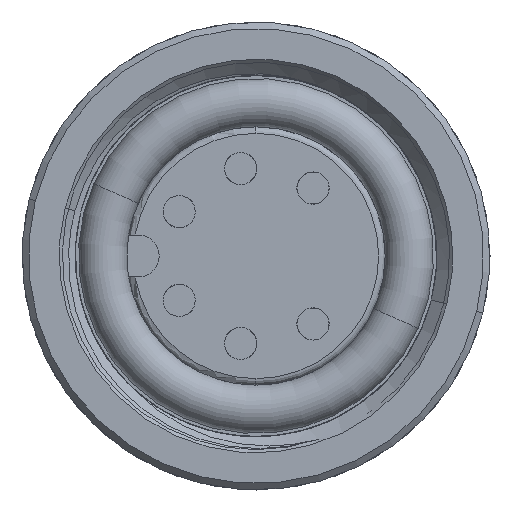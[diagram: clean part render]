
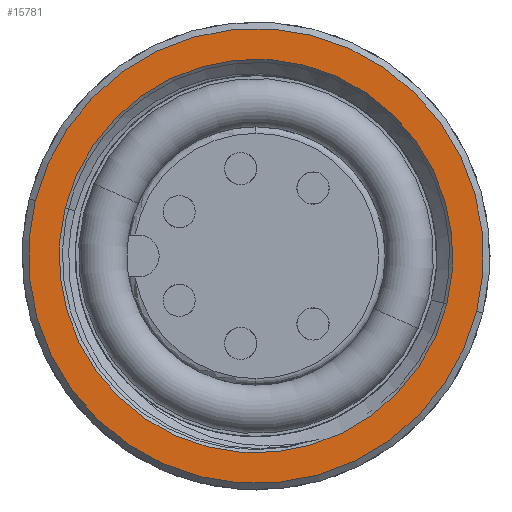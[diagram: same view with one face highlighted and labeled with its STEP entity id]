
A CAD part, left-side view. The second image highlights one B-rep face of the part: STEP entity #15781.
In plain terms, the highlighted face is planar.
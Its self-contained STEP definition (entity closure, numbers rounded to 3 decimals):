
#2938 = DIRECTION ( 'NONE',  ( 0., 0., 1. ) ) ;
#5832 = CIRCLE ( 'NONE', #30281, 7.05 ) ;
#9988 = DIRECTION ( 'NONE',  ( 0., 0., 1. ) ) ;
#11318 = ORIENTED_EDGE ( 'NONE', *, *, #51726, .T. ) ;
#11320 = CARTESIAN_POINT ( 'NONE',  ( 11., 0., 0. ) ) ;
#13326 = DIRECTION ( 'NONE',  ( 0., 0., 1. ) ) ;
#14815 = CARTESIAN_POINT ( 'NONE',  ( 11., 0., 7.05 ) ) ;
#15534 = CIRCLE ( 'NONE', #27459, 7.05 ) ;
#15781 = ADVANCED_FACE ( 'NONE', ( #49974, #46716 ), #65641, .F. ) ;
#17944 = CIRCLE ( 'NONE', #61956, 6.1 ) ;
#19828 = VERTEX_POINT ( 'NONE', #65920 ) ;
#21942 = CARTESIAN_POINT ( 'NONE',  ( 11., 0., -7.05 ) ) ;
#24946 = EDGE_CURVE ( 'NONE', #26540, #57729, #15534, .T. ) ;
#26128 = ORIENTED_EDGE ( 'NONE', *, *, #24946, .T. ) ;
#26540 = VERTEX_POINT ( 'NONE', #14815 ) ;
#26585 = VERTEX_POINT ( 'NONE', #62215 ) ;
#27459 = AXIS2_PLACEMENT_3D ( 'NONE', #61985, #35820, #9988 ) ;
#28794 = CIRCLE ( 'NONE', #55000, 6.1 ) ;
#30281 = AXIS2_PLACEMENT_3D ( 'NONE', #49285, #60274, #13326 ) ;
#31222 = DIRECTION ( 'NONE',  ( 0., 0., 1. ) ) ;
#34673 = DIRECTION ( 'NONE',  ( -1., 0., 0. ) ) ;
#35780 = EDGE_CURVE ( 'NONE', #26585, #19828, #17944, .T. ) ;
#35820 = DIRECTION ( 'NONE',  ( 1., 0., 0. ) ) ;
#42274 = EDGE_LOOP ( 'NONE', ( #26128, #64928 ) ) ;
#42962 = DIRECTION ( 'NONE',  ( 0., 0., 1. ) ) ;
#45693 = DIRECTION ( 'NONE',  ( -1., 0., 0. ) ) ;
#46716 = FACE_BOUND ( 'NONE', #64414, .T. ) ;
#47957 = DIRECTION ( 'NONE',  ( -1., 0., 0. ) ) ;
#48914 = ORIENTED_EDGE ( 'NONE', *, *, #35780, .T. ) ;
#49285 = CARTESIAN_POINT ( 'NONE',  ( 11., 0., 0. ) ) ;
#49974 = FACE_OUTER_BOUND ( 'NONE', #42274, .T. ) ;
#51639 = CARTESIAN_POINT ( 'NONE',  ( 11., 0., 0. ) ) ;
#51726 = EDGE_CURVE ( 'NONE', #19828, #26585, #28794, .T. ) ;
#52024 = EDGE_CURVE ( 'NONE', #57729, #26540, #5832, .T. ) ;
#55000 = AXIS2_PLACEMENT_3D ( 'NONE', #11320, #47957, #42962 ) ;
#55328 = CARTESIAN_POINT ( 'NONE',  ( 11., 7.25, 0. ) ) ;
#57729 = VERTEX_POINT ( 'NONE', #21942 ) ;
#60274 = DIRECTION ( 'NONE',  ( 1., 0., 0. ) ) ;
#61956 = AXIS2_PLACEMENT_3D ( 'NONE', #51639, #45693, #31222 ) ;
#61985 = CARTESIAN_POINT ( 'NONE',  ( 11., 0., 0. ) ) ;
#62215 = CARTESIAN_POINT ( 'NONE',  ( 11., 0., 6.1 ) ) ;
#62687 = AXIS2_PLACEMENT_3D ( 'NONE', #55328, #34673, #2938 ) ;
#64414 = EDGE_LOOP ( 'NONE', ( #11318, #48914 ) ) ;
#64928 = ORIENTED_EDGE ( 'NONE', *, *, #52024, .T. ) ;
#65641 = PLANE ( 'NONE',  #62687 ) ;
#65920 = CARTESIAN_POINT ( 'NONE',  ( 11., 0., -6.1 ) ) ;
